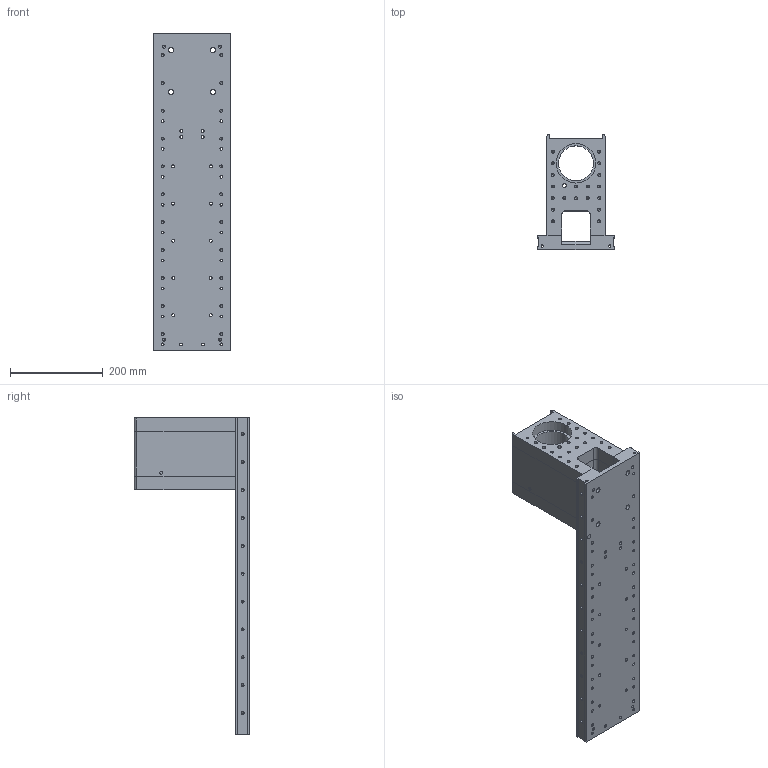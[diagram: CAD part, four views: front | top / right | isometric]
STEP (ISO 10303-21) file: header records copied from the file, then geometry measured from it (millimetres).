
FILE_DESCRIPTION(('FreeCAD Model'),'2;1');
FILE_NAME('Open CASCADE Shape Model','2024-12-08T12:48:18',(''),(''), 'Open CASCADE STEP processor 7.8','FreeCAD','Unknown');
FILE_SCHEMA(('AUTOMOTIVE_DESIGN { 1 0 10303 214 1 1 1 1 }'));
Length unit declared in the file: millimetre
Products named in the file (1): BaseAndHeadstock3DP
Bounding box: 164 x 247.5 x 680 mm (x, y, z)
Volume: 4658430.6 mm3; surface area: 598734.4 mm2
Topology: 1 solids, 1 shells, 277 faces, 712 edges, 444 vertices
Faces by surface type: cylinder 137, plane 72, cone 68
Full cylindrical faces by diameter (mm): 5 x3, 5.6 x18, 6.4 x82, 6.8 x4, 9 x1, 10 x3, 11 x4, 75 x1, 85 x1, 90 x1
Entity records: 17607 total; most frequent: CARTESIAN_POINT 3955, DIRECTION 2644, LINE 1469, VECTOR 1469, ORIENTED_EDGE 1294, PCURVE 1294, DEFINITIONAL_REPRESENTATION 1294, EDGE_CURVE 647
